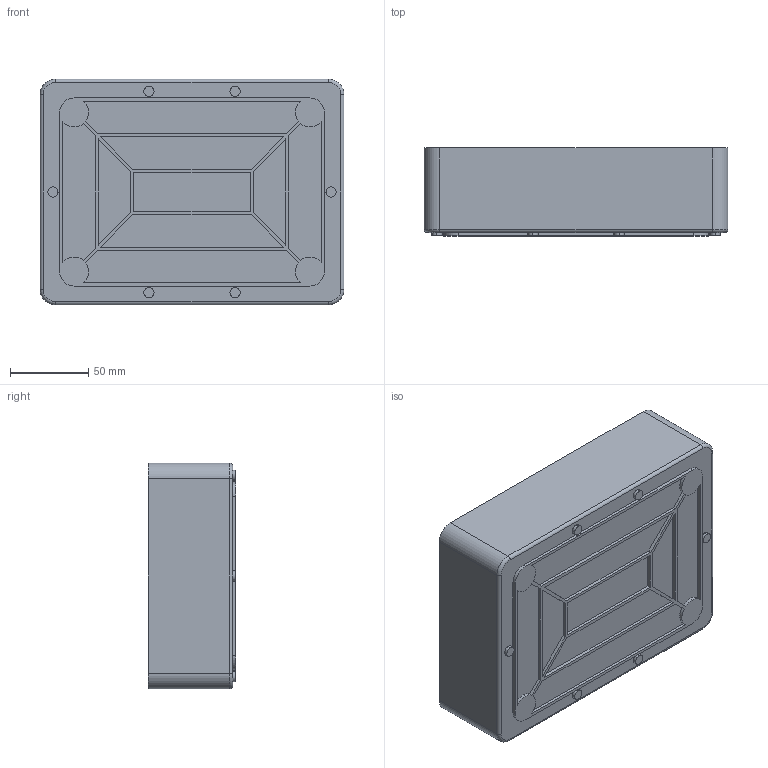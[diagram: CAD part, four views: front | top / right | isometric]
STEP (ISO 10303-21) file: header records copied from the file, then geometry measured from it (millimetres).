
FILE_DESCRIPTION (( 'STEP AP214' ), '1' );
FILE_NAME ('box190x140x70.STEP', '2024-09-15T18:04:53', ( '' ), ( '' ), 'SwSTEP 2.0', 'SolidWorks 2020', '' );
FILE_SCHEMA (( 'AUTOMOTIVE_DESIGN' ));
Length unit declared in the file: millimetre
Products named in the file (1): box190x140x70
Bounding box: 194 x 56 x 144 mm (x, y, z)
Volume: 213230.5 mm3; surface area: 144481.9 mm2
Topology: 1 solids, 1 shells, 247 faces, 604 edges, 400 vertices
Faces by surface type: plane 143, cylinder 100, torus 4
Entity records: 7332 total; most frequent: DIRECTION 1304, CARTESIAN_POINT 1252, ORIENTED_EDGE 1208, EDGE_CURVE 604, AXIS2_PLACEMENT_3D 452, VERTEX_POINT 400, VECTOR 400, LINE 400
